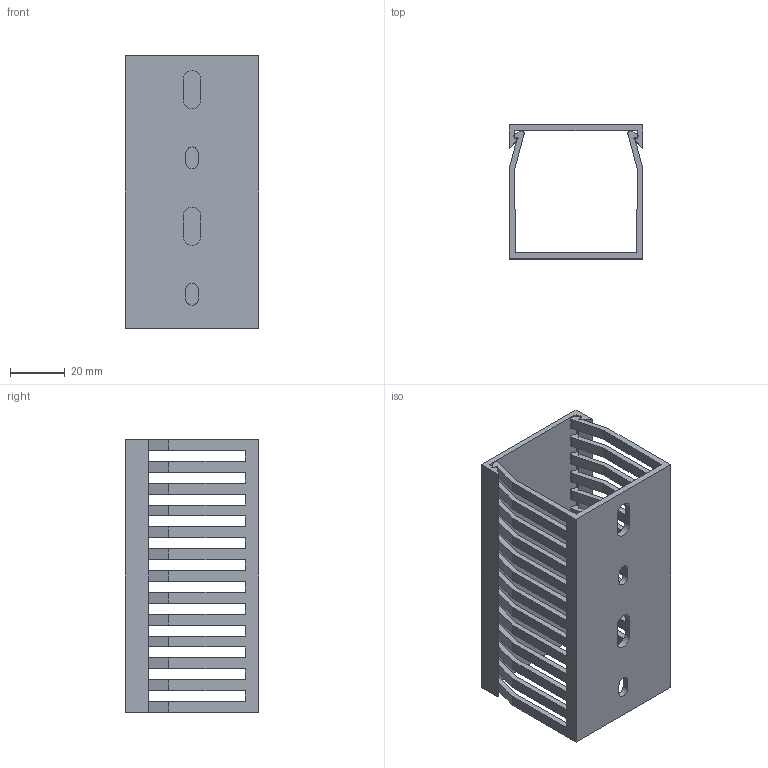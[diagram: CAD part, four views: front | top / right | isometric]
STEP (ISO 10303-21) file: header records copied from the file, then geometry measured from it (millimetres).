
FILE_DESCRIPTION((''),'2;1');
FILE_NAME('PROXY_LKG500500_ASM','2022-04-07T10:27:43',('mengess'),(''),'CREO PARAMETRIC BY PTC INC, 2021304','CREO PARAMETRIC BY PTC INC, 2021304','');
FILE_SCHEMA(('AUTOMOTIVE_DESIGN { 1 0 10303 214 1 1 1 1 }'));
Length unit declared in the file: millimetre
Products named in the file (3): PROXY_M01391; PROXY_M01452; PROXY_LKG500500_ASM
Assembly tree (2 placements, depth 2):
  PROXY_LKG500500_ASM
    PROXY_M01391
    PROXY_M01452
Bounding box: 49 x 49 x 100 mm (x, y, z)
Volume: 33621.9 mm3; surface area: 38256.2 mm2
Topology: 2 solids, 2 shells, 264 faces, 782 edges, 522 vertices
Faces by surface type: plane 204, cylinder 60
Entity records: 10841 total; most frequent: CARTESIAN_POINT 1712, DIRECTION 1634, ORIENTED_EDGE 1564, EDGE_CURVE 782, VECTOR 677, LINE 677, VERTEX_POINT 522, AXIS2_PLACEMENT_3D 462
